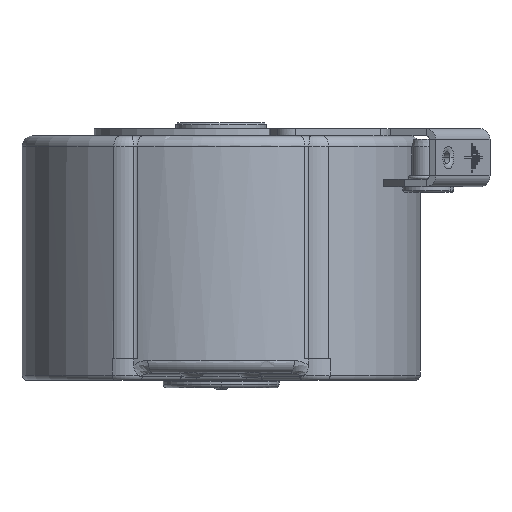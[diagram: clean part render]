
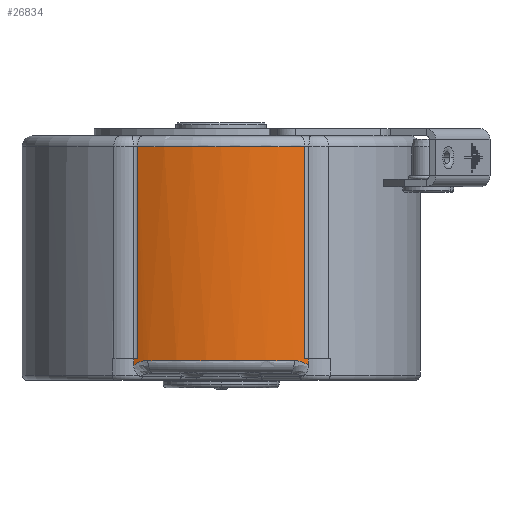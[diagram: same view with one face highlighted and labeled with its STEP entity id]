
A CAD part, front view. The second image highlights one B-rep face of the part: STEP entity #26834.
In plain terms, the highlighted cylindrical face has radius 53 mm (diameter 106 mm), a partial arc.
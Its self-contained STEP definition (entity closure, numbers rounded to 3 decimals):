
#3184=CARTESIAN_POINT('',(0.,0.,1.));
#3185=DIRECTION('',(0.,0.,1.));
#3186=DIRECTION('',(-0.455,-0.891,0.));
#3187=AXIS2_PLACEMENT_3D('',#3184,#3185,#3186);
#3204=DIRECTION('',(0.,0.,-1.));
#3205=VECTOR('',#3204,1.909);
#3206=CARTESIAN_POINT('',(24.096,-47.206,1.));
#3207=LINE('',#3206,#3205);
#3208=CARTESIAN_POINT('',(24.096,-47.206,
-0.909));
#3209=CARTESIAN_POINT('',(24.03,-47.239,
-0.847));
#3210=CARTESIAN_POINT('',(23.893,-47.309,
-0.727));
#3211=CARTESIAN_POINT('',(23.67,-47.421,
-0.553));
#3212=CARTESIAN_POINT('',(23.43,-47.54,
-0.389));
#3213=CARTESIAN_POINT('',(23.175,-47.665,
-0.234));
#3214=CARTESIAN_POINT('',(22.903,-47.797,
-0.091));
#3215=CARTESIAN_POINT('',(22.614,-47.934,
0.04));
#3216=CARTESIAN_POINT('',(22.31,-48.076,
0.157));
#3217=CARTESIAN_POINT('',(21.99,-48.223,
0.259));
#3218=CARTESIAN_POINT('',(21.656,-48.374,
0.344));
#3219=CARTESIAN_POINT('',(21.309,-48.528,
0.413));
#3220=CARTESIAN_POINT('',(20.949,-48.685,
0.463));
#3221=CARTESIAN_POINT('',(20.579,-48.842,
0.493));
#3222=CARTESIAN_POINT('',(20.327,-48.947,
0.5));
#3223=CARTESIAN_POINT('',(20.2,-49.,
0.5));
#3225=CARTESIAN_POINT('',(0.,0.,0.5));
#3226=DIRECTION('',(0.,0.,-1.));
#3227=DIRECTION('',(0.381,-0.925,0.));
#3228=AXIS2_PLACEMENT_3D('',#3225,#3226,#3227);
#3230=CARTESIAN_POINT('',(-20.2,-49.,
0.5));
#3231=CARTESIAN_POINT('',(-20.328,-48.947,
0.5));
#3232=CARTESIAN_POINT('',(-20.579,-48.842,
0.493));
#3233=CARTESIAN_POINT('',(-20.95,-48.684,
0.463));
#3234=CARTESIAN_POINT('',(-21.309,-48.528,
0.413));
#3235=CARTESIAN_POINT('',(-21.657,-48.374,
0.344));
#3236=CARTESIAN_POINT('',(-21.991,-48.223,
0.258));
#3237=CARTESIAN_POINT('',(-22.31,-48.076,
0.156));
#3238=CARTESIAN_POINT('',(-22.614,-47.934,
0.04));
#3239=CARTESIAN_POINT('',(-22.902,-47.797,
-0.091));
#3240=CARTESIAN_POINT('',(-23.174,-47.665,
-0.234));
#3241=CARTESIAN_POINT('',(-23.43,-47.54,
-0.388));
#3242=CARTESIAN_POINT('',(-23.67,-47.421,
-0.553));
#3243=CARTESIAN_POINT('',(-23.893,-47.309,
-0.727));
#3244=CARTESIAN_POINT('',(-24.03,-47.239,
-0.848));
#3245=CARTESIAN_POINT('',(-24.096,-47.206,
-0.909));
#3247=DIRECTION('',(0.,0.,1.));
#3248=VECTOR('',#3247,1.909);
#3249=CARTESIAN_POINT('',(-24.096,-47.206,
-0.909));
#3250=LINE('',#3249,#3248);
#3251=CARTESIAN_POINT('',(0.,0.,59.5));
#3252=DIRECTION('',(0.,0.,-1.));
#3253=DIRECTION('',(0.435,-0.9,0.));
#3254=AXIS2_PLACEMENT_3D('',#3251,#3252,#3253);
#3261=DIRECTION('',(0.,0.,1.));
#3262=VECTOR('',#3261,58.5);
#3263=CARTESIAN_POINT('',(23.08,-47.711,1.));
#3264=LINE('',#3263,#3262);
#3274=CARTESIAN_POINT('',(0.,0.,1.));
#3275=DIRECTION('',(0.,0.,1.));
#3276=DIRECTION('',(0.435,-0.9,0.));
#3277=AXIS2_PLACEMENT_3D('',#3274,#3275,#3276);
#8405=DIRECTION('',(0.,0.,-1.));
#8406=VECTOR('',#8405,58.5);
#8407=CARTESIAN_POINT('',(-23.08,-47.711,59.5));
#8408=LINE('',#8407,#8406);
#19771=CARTESIAN_POINT('',(23.08,-47.711,59.5));
#19772=CARTESIAN_POINT('',(-23.08,-47.711,59.5));
#19773=VERTEX_POINT('',#19771);
#19774=VERTEX_POINT('',#19772);
#20907=VERTEX_POINT('',#3230);
#20908=VERTEX_POINT('',#3245);
#20910=CARTESIAN_POINT('',(20.2,-49.,0.5));
#20911=VERTEX_POINT('',#20910);
#20915=VERTEX_POINT('',#3208);
#21173=CARTESIAN_POINT('',(-24.096,-47.206,1.));
#21174=CARTESIAN_POINT('',(-23.08,-47.711,1.));
#21175=VERTEX_POINT('',#21173);
#21176=VERTEX_POINT('',#21174);
#21177=CARTESIAN_POINT('',(23.08,-47.711,1.));
#21178=CARTESIAN_POINT('',(24.096,-47.206,1.));
#21179=VERTEX_POINT('',#21177);
#21180=VERTEX_POINT('',#21178);
#26809=CARTESIAN_POINT('',(0.,0.,1.));
#26810=DIRECTION('',(0.,0.,1.));
#26811=DIRECTION('',(1.,0.,0.));
#26812=AXIS2_PLACEMENT_3D('',#26809,#26810,#26811);
#26813=CYLINDRICAL_SURFACE('',#26812,53.);
#26815=ORIENTED_EDGE('',*,*,#26814,.F.);
#26817=ORIENTED_EDGE('',*,*,#26816,.T.);
#26819=ORIENTED_EDGE('',*,*,#26818,.T.);
#26821=ORIENTED_EDGE('',*,*,#26820,.T.);
#26823=ORIENTED_EDGE('',*,*,#26822,.T.);
#26825=ORIENTED_EDGE('',*,*,#26824,.T.);
#26827=ORIENTED_EDGE('',*,*,#26826,.T.);
#26828=ORIENTED_EDGE('',*,*,#26797,.T.);
#26830=ORIENTED_EDGE('',*,*,#26829,.F.);
#26831=ORIENTED_EDGE('',*,*,#26093,.F.);
#26832=EDGE_LOOP('',(#26815,#26817,#26819,#26821,#26823,#26825,#26827,#26828,
#26830,#26831));
#26833=FACE_OUTER_BOUND('',#26832,.F.);
#3188=CIRCLE('',#3187,53.);
#3224=B_SPLINE_CURVE_WITH_KNOTS('',3,(#3208,#3209,#3210,#3211,#3212,#3213,#3214,
#3215,#3216,#3217,#3218,#3219,#3220,#3221,#3222,#3223),.UNSPECIFIED.,.F.,.F.,(4,
1,1,1,1,1,1,1,1,1,1,1,1,4),(0.,0.077,0.154,
0.231,0.308,0.385,0.462,
0.538,0.615,0.692,0.769,
0.846,0.923,1.),.UNSPECIFIED.);
#3229=CIRCLE('',#3228,53.);
#3246=B_SPLINE_CURVE_WITH_KNOTS('',3,(#3230,#3231,#3232,#3233,#3234,#3235,#3236,
#3237,#3238,#3239,#3240,#3241,#3242,#3243,#3244,#3245),.UNSPECIFIED.,.F.,.F.,(4,
1,1,1,1,1,1,1,1,1,1,1,1,4),(0.,0.077,0.154,
0.231,0.308,0.385,0.462,
0.538,0.615,0.692,0.769,
0.846,0.923,1.),.UNSPECIFIED.);
#3255=CIRCLE('',#3254,53.);
#3278=CIRCLE('',#3277,53.);
#26093=EDGE_CURVE('',#19773,#19774,#3255,.T.);
#26797=EDGE_CURVE('',#21175,#21176,#3188,.T.);
#26814=EDGE_CURVE('',#21179,#19773,#3264,.T.);
#26816=EDGE_CURVE('',#21179,#21180,#3278,.T.);
#26818=EDGE_CURVE('',#21180,#20915,#3207,.T.);
#26820=EDGE_CURVE('',#20915,#20911,#3224,.T.);
#26822=EDGE_CURVE('',#20911,#20907,#3229,.T.);
#26824=EDGE_CURVE('',#20907,#20908,#3246,.T.);
#26826=EDGE_CURVE('',#20908,#21175,#3250,.T.);
#26829=EDGE_CURVE('',#19774,#21176,#8408,.T.);
#26834=ADVANCED_FACE('',(#26833),#26813,.T.);
